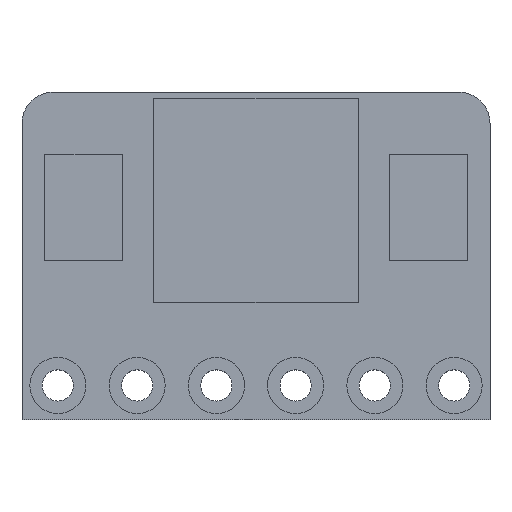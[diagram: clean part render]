
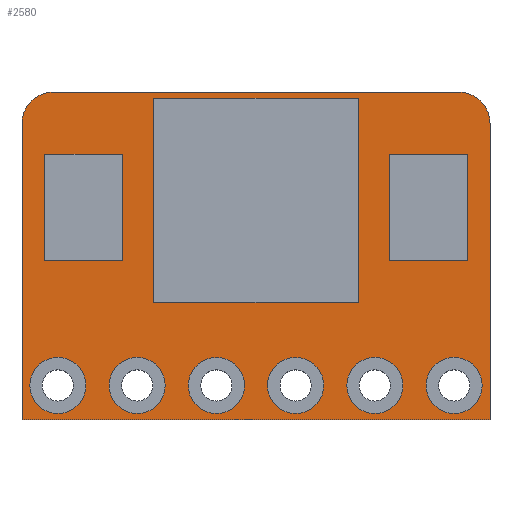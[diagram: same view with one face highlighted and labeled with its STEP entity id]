
A CAD part, top view. The second image highlights one B-rep face of the part: STEP entity #2580.
In plain terms, the highlighted planar face has unit normal (0, 0, 1).
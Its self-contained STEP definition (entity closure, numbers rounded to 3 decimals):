
#26=FACE_BOUND('',#453,.T.);
#27=FACE_BOUND('',#454,.T.);
#28=FACE_BOUND('',#455,.T.);
#29=FACE_BOUND('',#456,.T.);
#30=FACE_BOUND('',#457,.T.);
#31=FACE_BOUND('',#458,.T.);
#32=FACE_BOUND('',#459,.T.);
#33=FACE_BOUND('',#460,.T.);
#34=FACE_BOUND('',#461,.T.);
#170=PLANE('',#2799);
#305=FACE_OUTER_BOUND('',#452,.T.);
#452=EDGE_LOOP('',(#2185,#2186,#2187,#2188,#2189,#2190));
#453=EDGE_LOOP('',(#2191,#2192,#2193,#2194));
#454=EDGE_LOOP('',(#2195,#2196,#2197,#2198));
#455=EDGE_LOOP('',(#2199,#2200,#2201,#2202));
#456=EDGE_LOOP('',(#2203,#2204));
#457=EDGE_LOOP('',(#2205,#2206));
#458=EDGE_LOOP('',(#2207,#2208));
#459=EDGE_LOOP('',(#2209,#2210));
#460=EDGE_LOOP('',(#2211,#2212));
#461=EDGE_LOOP('',(#2213,#2214));
#701=LINE('',#4051,#967);
#705=LINE('',#4059,#971);
#708=LINE('',#4065,#974);
#711=LINE('',#4070,#977);
#713=LINE('',#4076,#979);
#717=LINE('',#4084,#983);
#720=LINE('',#4090,#986);
#723=LINE('',#4095,#989);
#725=LINE('',#4101,#991);
#729=LINE('',#4109,#995);
#732=LINE('',#4115,#998);
#735=LINE('',#4120,#1001);
#740=LINE('',#4136,#1006);
#744=LINE('',#4148,#1010);
#747=LINE('',#4154,#1013);
#750=LINE('',#4158,#1016);
#967=VECTOR('',#3365,10.);
#971=VECTOR('',#3371,10.);
#974=VECTOR('',#3376,10.);
#977=VECTOR('',#3381,10.);
#979=VECTOR('',#3387,10.);
#983=VECTOR('',#3393,10.);
#986=VECTOR('',#3398,10.);
#989=VECTOR('',#3403,10.);
#991=VECTOR('',#3409,10.);
#995=VECTOR('',#3415,10.);
#998=VECTOR('',#3420,10.);
#1001=VECTOR('',#3425,10.);
#1006=VECTOR('',#3440,10.);
#1010=VECTOR('',#3452,10.);
#1013=VECTOR('',#3457,10.);
#1016=VECTOR('',#3462,10.);
#1023=CIRCLE('',#2610,0.9);
#1024=CIRCLE('',#2611,0.9);
#1033=CIRCLE('',#2625,0.9);
#1034=CIRCLE('',#2626,0.9);
#1043=CIRCLE('',#2640,0.9);
#1044=CIRCLE('',#2641,0.9);
#1053=CIRCLE('',#2655,0.9);
#1054=CIRCLE('',#2656,0.9);
#1063=CIRCLE('',#2670,0.9);
#1064=CIRCLE('',#2671,0.9);
#1073=CIRCLE('',#2685,0.9);
#1074=CIRCLE('',#2686,0.9);
#1078=CIRCLE('',#2791,1.);
#1080=CIRCLE('',#2795,1.);
#1087=VERTEX_POINT('',#3483);
#1088=VERTEX_POINT('',#3485);
#1097=VERTEX_POINT('',#3511);
#1098=VERTEX_POINT('',#3513);
#1107=VERTEX_POINT('',#3539);
#1108=VERTEX_POINT('',#3541);
#1117=VERTEX_POINT('',#3567);
#1118=VERTEX_POINT('',#3569);
#1127=VERTEX_POINT('',#3595);
#1128=VERTEX_POINT('',#3597);
#1137=VERTEX_POINT('',#3623);
#1138=VERTEX_POINT('',#3625);
#1273=VERTEX_POINT('',#4049);
#1274=VERTEX_POINT('',#4050);
#1277=VERTEX_POINT('',#4058);
#1279=VERTEX_POINT('',#4064);
#1281=VERTEX_POINT('',#4074);
#1282=VERTEX_POINT('',#4075);
#1285=VERTEX_POINT('',#4083);
#1287=VERTEX_POINT('',#4089);
#1289=VERTEX_POINT('',#4099);
#1290=VERTEX_POINT('',#4100);
#1293=VERTEX_POINT('',#4108);
#1295=VERTEX_POINT('',#4114);
#1299=VERTEX_POINT('',#4127);
#1300=VERTEX_POINT('',#4129);
#1302=VERTEX_POINT('',#4135);
#1304=VERTEX_POINT('',#4141);
#1306=VERTEX_POINT('',#4147);
#1308=VERTEX_POINT('',#4153);
#1317=EDGE_CURVE('',#1088,#1087,#1023,.T.);
#1318=EDGE_CURVE('',#1087,#1088,#1024,.T.);
#1330=EDGE_CURVE('',#1098,#1097,#1033,.T.);
#1331=EDGE_CURVE('',#1097,#1098,#1034,.T.);
#1343=EDGE_CURVE('',#1108,#1107,#1043,.T.);
#1344=EDGE_CURVE('',#1107,#1108,#1044,.T.);
#1356=EDGE_CURVE('',#1118,#1117,#1053,.T.);
#1357=EDGE_CURVE('',#1117,#1118,#1054,.T.);
#1369=EDGE_CURVE('',#1128,#1127,#1063,.T.);
#1370=EDGE_CURVE('',#1127,#1128,#1064,.T.);
#1382=EDGE_CURVE('',#1138,#1137,#1073,.T.);
#1383=EDGE_CURVE('',#1137,#1138,#1074,.T.);
#1585=EDGE_CURVE('',#1273,#1274,#701,.T.);
#1589=EDGE_CURVE('',#1277,#1273,#705,.T.);
#1592=EDGE_CURVE('',#1274,#1279,#708,.T.);
#1595=EDGE_CURVE('',#1279,#1277,#711,.T.);
#1597=EDGE_CURVE('',#1281,#1282,#713,.T.);
#1601=EDGE_CURVE('',#1285,#1281,#717,.T.);
#1604=EDGE_CURVE('',#1282,#1287,#720,.T.);
#1607=EDGE_CURVE('',#1287,#1285,#723,.T.);
#1609=EDGE_CURVE('',#1289,#1290,#725,.T.);
#1613=EDGE_CURVE('',#1293,#1289,#729,.T.);
#1616=EDGE_CURVE('',#1290,#1295,#732,.T.);
#1619=EDGE_CURVE('',#1295,#1293,#735,.T.);
#1623=EDGE_CURVE('',#1300,#1299,#1078,.T.);
#1626=EDGE_CURVE('',#1302,#1300,#740,.T.);
#1629=EDGE_CURVE('',#1304,#1302,#1080,.T.);
#1632=EDGE_CURVE('',#1306,#1304,#744,.T.);
#1635=EDGE_CURVE('',#1308,#1306,#747,.T.);
#1638=EDGE_CURVE('',#1299,#1308,#750,.T.);
#2185=ORIENTED_EDGE('',*,*,#1638,.T.);
#2186=ORIENTED_EDGE('',*,*,#1635,.T.);
#2187=ORIENTED_EDGE('',*,*,#1632,.T.);
#2188=ORIENTED_EDGE('',*,*,#1629,.T.);
#2189=ORIENTED_EDGE('',*,*,#1626,.T.);
#2190=ORIENTED_EDGE('',*,*,#1623,.T.);
#2191=ORIENTED_EDGE('',*,*,#1589,.T.);
#2192=ORIENTED_EDGE('',*,*,#1585,.T.);
#2193=ORIENTED_EDGE('',*,*,#1592,.T.);
#2194=ORIENTED_EDGE('',*,*,#1595,.T.);
#2195=ORIENTED_EDGE('',*,*,#1601,.T.);
#2196=ORIENTED_EDGE('',*,*,#1597,.T.);
#2197=ORIENTED_EDGE('',*,*,#1604,.T.);
#2198=ORIENTED_EDGE('',*,*,#1607,.T.);
#2199=ORIENTED_EDGE('',*,*,#1613,.T.);
#2200=ORIENTED_EDGE('',*,*,#1609,.T.);
#2201=ORIENTED_EDGE('',*,*,#1616,.T.);
#2202=ORIENTED_EDGE('',*,*,#1619,.T.);
#2203=ORIENTED_EDGE('',*,*,#1382,.T.);
#2204=ORIENTED_EDGE('',*,*,#1383,.T.);
#2205=ORIENTED_EDGE('',*,*,#1330,.T.);
#2206=ORIENTED_EDGE('',*,*,#1331,.T.);
#2207=ORIENTED_EDGE('',*,*,#1356,.T.);
#2208=ORIENTED_EDGE('',*,*,#1357,.T.);
#2209=ORIENTED_EDGE('',*,*,#1317,.T.);
#2210=ORIENTED_EDGE('',*,*,#1318,.T.);
#2211=ORIENTED_EDGE('',*,*,#1343,.T.);
#2212=ORIENTED_EDGE('',*,*,#1344,.T.);
#2213=ORIENTED_EDGE('',*,*,#1369,.T.);
#2214=ORIENTED_EDGE('',*,*,#1370,.T.);
#2580=ADVANCED_FACE('',(#305,#26,#27,#28,#29,#30,#31,#32,#33,#34),#170,
 .T.);
#2610=AXIS2_PLACEMENT_3D('',#3486,#2821,#2822);
#2611=AXIS2_PLACEMENT_3D('',#3487,#2823,#2824);
#2625=AXIS2_PLACEMENT_3D('',#3514,#2854,#2855);
#2626=AXIS2_PLACEMENT_3D('',#3515,#2856,#2857);
#2640=AXIS2_PLACEMENT_3D('',#3542,#2887,#2888);
#2641=AXIS2_PLACEMENT_3D('',#3543,#2889,#2890);
#2655=AXIS2_PLACEMENT_3D('',#3570,#2920,#2921);
#2656=AXIS2_PLACEMENT_3D('',#3571,#2922,#2923);
#2670=AXIS2_PLACEMENT_3D('',#3598,#2953,#2954);
#2671=AXIS2_PLACEMENT_3D('',#3599,#2955,#2956);
#2685=AXIS2_PLACEMENT_3D('',#3626,#2986,#2987);
#2686=AXIS2_PLACEMENT_3D('',#3627,#2988,#2989);
#2791=AXIS2_PLACEMENT_3D('',#4130,#3434,#3435);
#2795=AXIS2_PLACEMENT_3D('',#4142,#3446,#3447);
#2799=AXIS2_PLACEMENT_3D('',#4159,#3463,#3464);
#2821=DIRECTION('center_axis',(0.,0.,-1.));
#2822=DIRECTION('ref_axis',(-1.,0.,0.));
#2823=DIRECTION('center_axis',(0.,0.,-1.));
#2824=DIRECTION('ref_axis',(-1.,0.,0.));
#2854=DIRECTION('center_axis',(0.,0.,-1.));
#2855=DIRECTION('ref_axis',(-1.,0.,0.));
#2856=DIRECTION('center_axis',(0.,0.,-1.));
#2857=DIRECTION('ref_axis',(-1.,0.,0.));
#2887=DIRECTION('center_axis',(0.,0.,-1.));
#2888=DIRECTION('ref_axis',(-1.,0.,0.));
#2889=DIRECTION('center_axis',(0.,0.,-1.));
#2890=DIRECTION('ref_axis',(-1.,0.,0.));
#2920=DIRECTION('center_axis',(0.,0.,-1.));
#2921=DIRECTION('ref_axis',(-1.,0.,0.));
#2922=DIRECTION('center_axis',(0.,0.,-1.));
#2923=DIRECTION('ref_axis',(-1.,0.,0.));
#2953=DIRECTION('center_axis',(0.,0.,-1.));
#2954=DIRECTION('ref_axis',(-1.,0.,0.));
#2955=DIRECTION('center_axis',(0.,0.,-1.));
#2956=DIRECTION('ref_axis',(-1.,0.,0.));
#2986=DIRECTION('center_axis',(0.,0.,-1.));
#2987=DIRECTION('ref_axis',(-1.,0.,0.));
#2988=DIRECTION('center_axis',(0.,0.,-1.));
#2989=DIRECTION('ref_axis',(-1.,0.,0.));
#3365=DIRECTION('',(-1.,0.,0.));
#3371=DIRECTION('',(0.,-1.,0.));
#3376=DIRECTION('',(0.,1.,0.));
#3381=DIRECTION('',(1.,0.,0.));
#3387=DIRECTION('',(1.,0.,0.));
#3393=DIRECTION('',(0.,1.,0.));
#3398=DIRECTION('',(0.,-1.,0.));
#3403=DIRECTION('',(-1.,0.,0.));
#3409=DIRECTION('',(0.,1.,0.));
#3415=DIRECTION('',(-1.,0.,0.));
#3420=DIRECTION('',(1.,0.,0.));
#3425=DIRECTION('',(0.,-1.,0.));
#3434=DIRECTION('center_axis',(0.,0.,1.));
#3435=DIRECTION('ref_axis',(0.,1.,0.));
#3440=DIRECTION('',(-1.,0.,0.));
#3446=DIRECTION('center_axis',(0.,0.,1.));
#3447=DIRECTION('ref_axis',(1.,0.,0.));
#3452=DIRECTION('',(0.,1.,0.));
#3457=DIRECTION('',(1.,0.,0.));
#3462=DIRECTION('',(0.,-1.,0.));
#3463=DIRECTION('center_axis',(0.,0.,1.));
#3464=DIRECTION('ref_axis',(1.,0.,0.));
#3483=CARTESIAN_POINT('',(7.87,1.1,1.45));
#3485=CARTESIAN_POINT('',(9.67,1.1,1.45));
#3486=CARTESIAN_POINT('Origin',(8.77,1.1,1.45));
#3487=CARTESIAN_POINT('Origin',(8.77,1.1,1.45));
#3511=CARTESIAN_POINT('',(0.25,1.1,1.45));
#3513=CARTESIAN_POINT('',(2.05,1.1,1.45));
#3514=CARTESIAN_POINT('Origin',(1.15,1.1,1.45));
#3515=CARTESIAN_POINT('Origin',(1.15,1.1,1.45));
#3539=CARTESIAN_POINT('',(10.41,1.1,1.45));
#3541=CARTESIAN_POINT('',(12.21,1.1,1.45));
#3542=CARTESIAN_POINT('Origin',(11.31,1.1,1.45));
#3543=CARTESIAN_POINT('Origin',(11.31,1.1,1.45));
#3567=CARTESIAN_POINT('',(5.33,1.1,1.45));
#3569=CARTESIAN_POINT('',(7.13,1.1,1.45));
#3570=CARTESIAN_POINT('Origin',(6.23,1.1,1.45));
#3571=CARTESIAN_POINT('Origin',(6.23,1.1,1.45));
#3595=CARTESIAN_POINT('',(2.79,1.1,1.45));
#3597=CARTESIAN_POINT('',(4.59,1.1,1.45));
#3598=CARTESIAN_POINT('Origin',(3.69,1.1,1.45));
#3599=CARTESIAN_POINT('Origin',(3.69,1.1,1.45));
#3623=CARTESIAN_POINT('',(12.95,1.1,1.45));
#3625=CARTESIAN_POINT('',(14.75,1.1,1.45));
#3626=CARTESIAN_POINT('Origin',(13.85,1.1,1.45));
#3627=CARTESIAN_POINT('Origin',(13.85,1.1,1.45));
#4049=CARTESIAN_POINT('',(10.775,3.75,1.45));
#4050=CARTESIAN_POINT('',(4.225,3.75,1.45));
#4051=CARTESIAN_POINT('',(5.863,3.75,1.45));
#4058=CARTESIAN_POINT('',(10.775,10.3,1.45));
#4059=CARTESIAN_POINT('',(10.775,4.5,1.45));
#4064=CARTESIAN_POINT('',(4.225,10.3,1.45));
#4065=CARTESIAN_POINT('',(4.225,7.775,1.45));
#4070=CARTESIAN_POINT('',(9.138,10.3,1.45));
#4074=CARTESIAN_POINT('',(11.775,8.5,1.45));
#4075=CARTESIAN_POINT('',(14.275,8.5,1.45));
#4076=CARTESIAN_POINT('',(10.888,8.5,1.45));
#4083=CARTESIAN_POINT('',(11.775,5.1,1.45));
#4084=CARTESIAN_POINT('',(11.775,6.875,1.45));
#4089=CARTESIAN_POINT('',(14.275,5.1,1.45));
#4090=CARTESIAN_POINT('',(14.275,5.175,1.45));
#4095=CARTESIAN_POINT('',(9.638,5.1,1.45));
#4099=CARTESIAN_POINT('',(0.725,5.1,1.45));
#4100=CARTESIAN_POINT('',(0.725,8.5,1.45));
#4101=CARTESIAN_POINT('',(0.725,6.875,1.45));
#4108=CARTESIAN_POINT('',(3.225,5.1,1.45));
#4109=CARTESIAN_POINT('',(4.113,5.1,1.45));
#4114=CARTESIAN_POINT('',(3.225,8.5,1.45));
#4115=CARTESIAN_POINT('',(5.363,8.5,1.45));
#4120=CARTESIAN_POINT('',(3.225,5.175,1.45));
#4127=CARTESIAN_POINT('',(0.,9.5,1.45));
#4129=CARTESIAN_POINT('',(1.,10.5,1.45));
#4130=CARTESIAN_POINT('Origin',(1.,9.5,1.45));
#4135=CARTESIAN_POINT('',(14.,10.5,1.45));
#4136=CARTESIAN_POINT('',(14.,10.5,1.45));
#4141=CARTESIAN_POINT('',(15.,9.5,1.45));
#4142=CARTESIAN_POINT('Origin',(14.,9.5,1.45));
#4147=CARTESIAN_POINT('',(15.,0.,1.45));
#4148=CARTESIAN_POINT('',(15.,0.,1.45));
#4153=CARTESIAN_POINT('',(0.,0.,1.45));
#4154=CARTESIAN_POINT('',(0.,0.,1.45));
#4158=CARTESIAN_POINT('',(0.,9.5,1.45));
#4159=CARTESIAN_POINT('Origin',(7.5,5.25,1.45));
